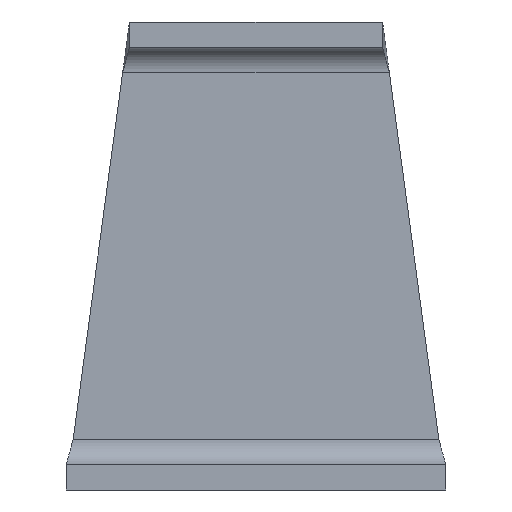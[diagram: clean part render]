
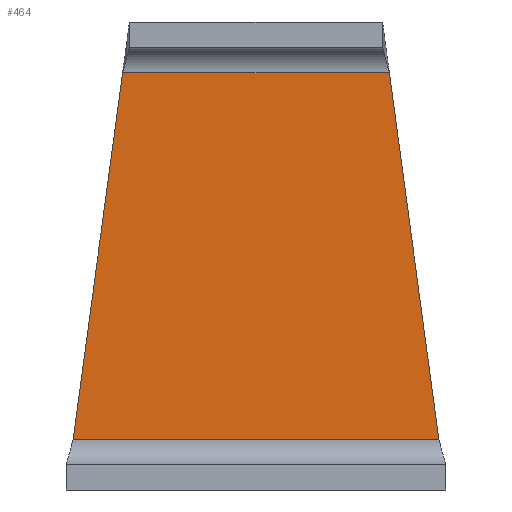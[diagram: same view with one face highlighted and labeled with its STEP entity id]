
A CAD part, front view. The second image highlights one B-rep face of the part: STEP entity #464.
In plain terms, the highlighted planar face has unit normal (0, -1, 0).
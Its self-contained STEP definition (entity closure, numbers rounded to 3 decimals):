
#328=CARTESIAN_POINT('Vertex',(1.081,29.,4.)) ;
#354=CARTESIAN_POINT('Vertex',(58.919,29.,4.)) ;
#357=CARTESIAN_POINT('Line Origine',(30.,29.,4.)) ;
#416=CARTESIAN_POINT('Line Origine',(55.,29.,33.)) ;
#420=CARTESIAN_POINT('Vertex',(51.081,29.,62.)) ;
#442=CARTESIAN_POINT('Axis2P3D Location',(0.,29.,62.)) ;
#447=CARTESIAN_POINT('Line Origine',(30.,29.,62.)) ;
#451=CARTESIAN_POINT('Vertex',(8.919,29.,62.)) ;
#455=CARTESIAN_POINT('Control Point',(1.081,29.,4.)) ;
#456=CARTESIAN_POINT('Control Point',(8.919,29.,62.)) ;
#358=DIRECTION('Vector Direction',(1.,0.,0.)) ;
#417=DIRECTION('Vector Direction',(0.134,0.,-0.991)) ;
#443=DIRECTION('Axis2P3D Direction',(0.,-1.,0.)) ;
#444=DIRECTION('Axis2P3D XDirection',(0.,0.,-1.)) ;
#448=DIRECTION('Vector Direction',(1.,0.,0.)) ;
#445=AXIS2_PLACEMENT_3D('Plane Axis2P3D',#442,#443,#444) ;
#459=ORIENTED_EDGE('',*,*,#361,.T.) ;
#460=ORIENTED_EDGE('',*,*,#422,.F.) ;
#461=ORIENTED_EDGE('',*,*,#453,.F.) ;
#462=ORIENTED_EDGE('',*,*,#457,.F.) ;
#359=VECTOR('Line Direction',#358,1.) ;
#418=VECTOR('Line Direction',#417,1.) ;
#449=VECTOR('Line Direction',#448,1.) ;
#464=ADVANCED_FACE('Corps principal',(#463),#446,.T.) ;
#454=B_SPLINE_CURVE_WITH_KNOTS('',1,(#455,#456),.UNSPECIFIED.,.F.,.U.,(2,2),(-29.264,29.264),.UNSPECIFIED.) ;
#361=EDGE_CURVE('',#329,#355,#360,.T.) ;
#422=EDGE_CURVE('',#421,#355,#419,.T.) ;
#453=EDGE_CURVE('',#452,#421,#450,.T.) ;
#457=EDGE_CURVE('',#329,#452,#454,.T.) ;
#458=EDGE_LOOP('',(#459,#460,#461,#462)) ;
#463=FACE_OUTER_BOUND('',#458,.T.) ;
#360=LINE('Line',#357,#359) ;
#419=LINE('Line',#416,#418) ;
#450=LINE('Line',#447,#449) ;
#446=PLANE('',#445) ;
#329=VERTEX_POINT('',#328) ;
#355=VERTEX_POINT('',#354) ;
#421=VERTEX_POINT('',#420) ;
#452=VERTEX_POINT('',#451) ;
